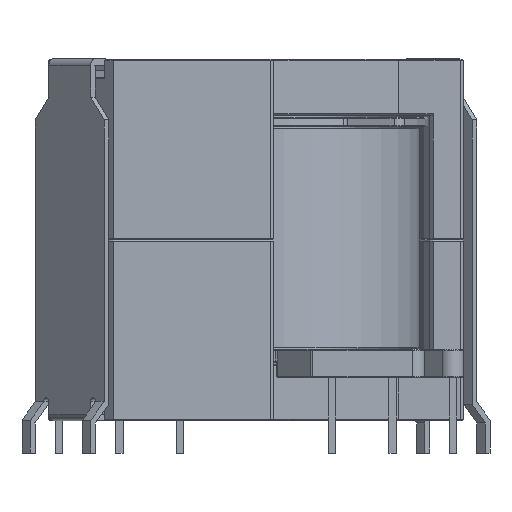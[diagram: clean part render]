
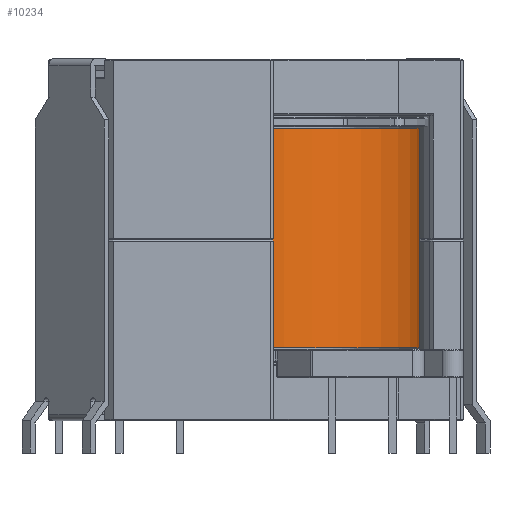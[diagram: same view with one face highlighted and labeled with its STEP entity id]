
A CAD part, front view. The second image highlights one B-rep face of the part: STEP entity #10234.
In plain terms, the highlighted cylindrical face has radius 13.68 mm (diameter 27.36 mm), a full revolution.
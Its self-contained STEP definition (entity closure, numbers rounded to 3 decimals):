
#83=CIRCLE('',#10828,13.68);
#84=CIRCLE('',#10830,13.68);
#153=CYLINDRICAL_SURFACE('',#10832,13.68);
#189=FACE_BOUND('',#1669,.T.);
#1075=FACE_OUTER_BOUND('',#1668,.T.);
#1668=EDGE_LOOP('',(#8433));
#1669=EDGE_LOOP('',(#8434));
#4983=VERTEX_POINT('',#16238);
#4984=VERTEX_POINT('',#16241);
#6168=EDGE_CURVE('',#4983,#4983,#83,.T.);
#6169=EDGE_CURVE('',#4984,#4984,#84,.T.);
#8433=ORIENTED_EDGE('',*,*,#6169,.F.);
#8434=ORIENTED_EDGE('',*,*,#6168,.F.);
#10234=ADVANCED_FACE('',(#1075,#189),#153,.T.);
#10828=AXIS2_PLACEMENT_3D('',#16239,#12739,#12740);
#10830=AXIS2_PLACEMENT_3D('',#16242,#12743,#12744);
#10832=AXIS2_PLACEMENT_3D('',#16245,#12747,#12748);
#12739=DIRECTION('center_axis',(0.,0.,1.));
#12740=DIRECTION('ref_axis',(-1.,0.,0.));
#12743=DIRECTION('center_axis',(0.,0.,-1.));
#12744=DIRECTION('ref_axis',(-1.,0.,0.));
#12747=DIRECTION('center_axis',(0.,0.,1.));
#12748=DIRECTION('ref_axis',(-1.,0.,0.));
#16238=CARTESIAN_POINT('',(13.68,0.,24.45));
#16239=CARTESIAN_POINT('Origin',(0.,0.,24.45));
#16241=CARTESIAN_POINT('',(13.68,0.,6.05));
#16242=CARTESIAN_POINT('Origin',(0.,0.,6.05));
#16245=CARTESIAN_POINT('Origin',(0.,0.,15.25));
